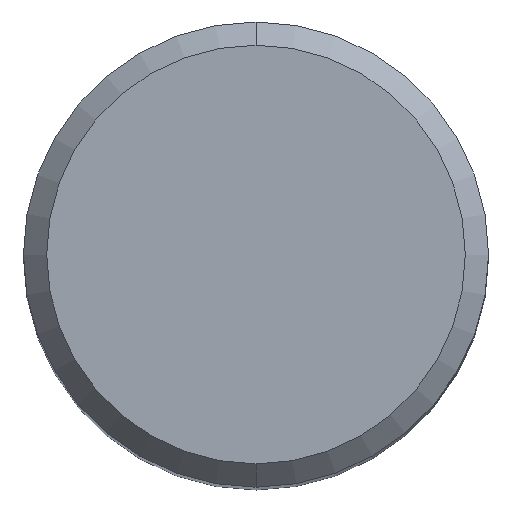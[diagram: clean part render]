
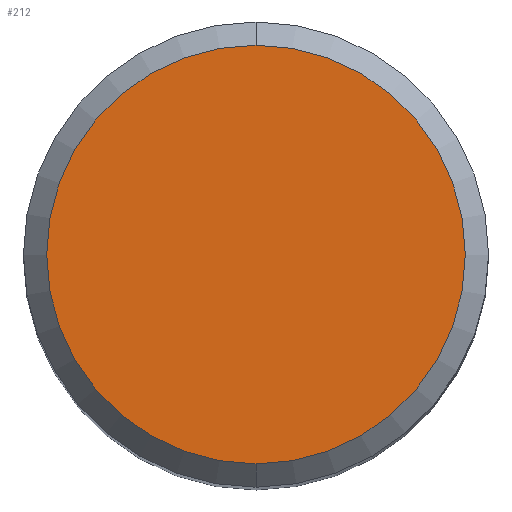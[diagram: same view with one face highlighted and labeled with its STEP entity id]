
A CAD part, top view. The second image highlights one B-rep face of the part: STEP entity #212.
In plain terms, the highlighted planar face has unit normal (0, 0, 1).
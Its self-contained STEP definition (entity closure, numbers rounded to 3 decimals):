
#140=EDGE_CURVE('',#238,#224,#349,.T.);
#200=EDGE_CURVE('',#224,#238,#419,.T.);
#212=ADVANCED_FACE('',(#431),#432,.T.);
#224=VERTEX_POINT('',#444);
#238=VERTEX_POINT('',#460);
#349=CIRCLE('',#583,9.0);
#419=CIRCLE('',#669,9.0);
#431=FACE_OUTER_BOUND('',#687,.T.);
#432=PLANE('',#688);
#444=CARTESIAN_POINT('',(0.0,9.0,0.0));
#460=CARTESIAN_POINT('',(0.,-9.0,0.0));
#583=AXIS2_PLACEMENT_3D('',#858,#859,#860);
#669=AXIS2_PLACEMENT_3D('',#971,#972,#973);
#687=EDGE_LOOP('',(#983,#984));
#688=AXIS2_PLACEMENT_3D('',#985,#986,#987);
#858=CARTESIAN_POINT('',(0.0,0.0,0.0));
#859=DIRECTION('',(0.0,0.0,-1.0));
#860=DIRECTION('',(0.0,1.0,0.0));
#971=CARTESIAN_POINT('',(0.0,0.0,0.0));
#972=DIRECTION('',(0.0,0.0,-1.0));
#973=DIRECTION('',(0.0,1.0,0.0));
#983=ORIENTED_EDGE('',*,*,#200,.F.);
#984=ORIENTED_EDGE('',*,*,#140,.F.);
#985=CARTESIAN_POINT('',(0.0,4.5,0.0));
#986=DIRECTION('',(-0.0,0.0,1.0));
#987=DIRECTION('',(0.0,-1.0,0.0));
